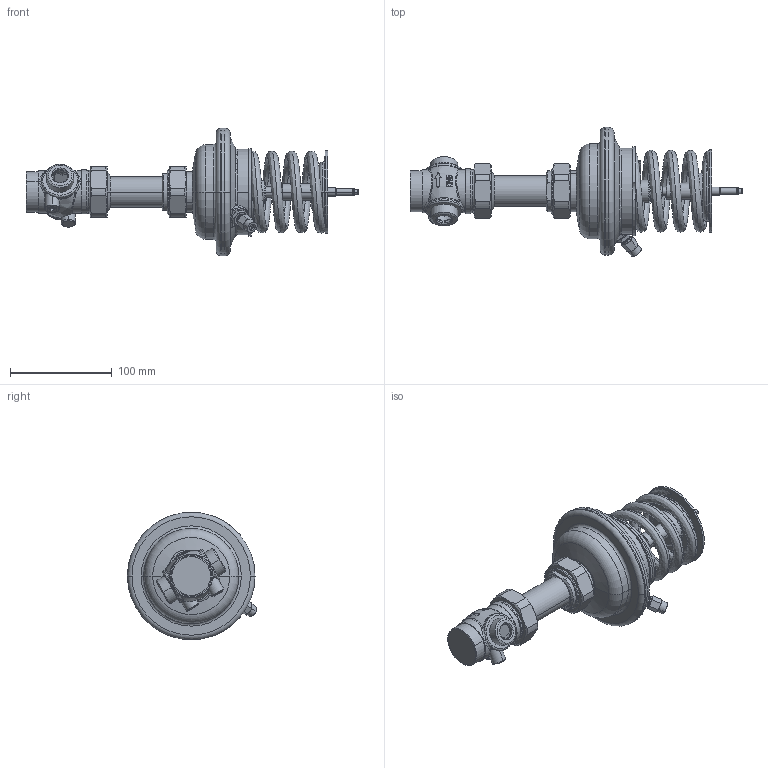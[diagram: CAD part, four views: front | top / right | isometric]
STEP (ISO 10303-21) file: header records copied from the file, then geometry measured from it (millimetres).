
FILE_DESCRIPTION((''),'2;1');
FILE_NAME('003H6665_ASM','2012-11-16T',('u258099'),('Danfoss'),'PRO/ENGINEER BY PARAMETRIC TECHNOLOGY CORPORATION, 2010370','PRO/ENGINEER BY PARAMETRIC TECHNOLOGY CORPORATION, 2010370','');
FILE_SCHEMA(('CONFIG_CONTROL_DESIGN'));
Length unit declared in the file: millimetre
Products named in the file (26): 8883810; 8883905; 8883813; 8881085; 88810790_ZAVIHAN; 8883848; TRATA-MUTTER; PUSA_VODILNA_10X12X5; 8883849; FEDER-BLAU; 8881075; GLEITSCHEIBE; 8881076; 8881102; 8883766_ASM; 8882870; 8882877; 8882866_ASM; 8882865_AF0; 8882858_ASM; 88820060; 8882820; 8890090; 88810710; 5191729; 003H6665_ASM
Assembly tree (25 placements, depth 3):
  003H6665_ASM
    8883766_ASM
      8883810
      8883905
      8883813
      8881085
      88810790_ZAVIHAN
      8883848
      TRATA-MUTTER
      PUSA_VODILNA_10X12X5
      8883849
      FEDER-BLAU
      8881075
      GLEITSCHEIBE
      8881076
      8881102
    8882870
    8882866_ASM
      8882877
    8882858_ASM
      8882865_AF0
    88820060
    8882820
    8890090
    88810710
    5191729
Bounding box: 325.6 x 126.64 x 125.18 mm (x, y, z)
Volume: 417400.6 mm3; surface area: 220768.6 mm2
Topology: 22 solids, 22 shells, 1384 faces, 3258 edges, 1989 vertices
Faces by surface type: plane 506, cylinder 318, cone 255, torus 180, bspline 112, sphere 13
Entity records: 48558 total; most frequent: CARTESIAN_POINT 17149, ORIENTED_EDGE 6512, DIRECTION 6478, EDGE_CURVE 3256, AXIS2_PLACEMENT_3D 2685, VERTEX_POINT 1989, EDGE_LOOP 1507, FACE_OUTER_BOUND 1384
